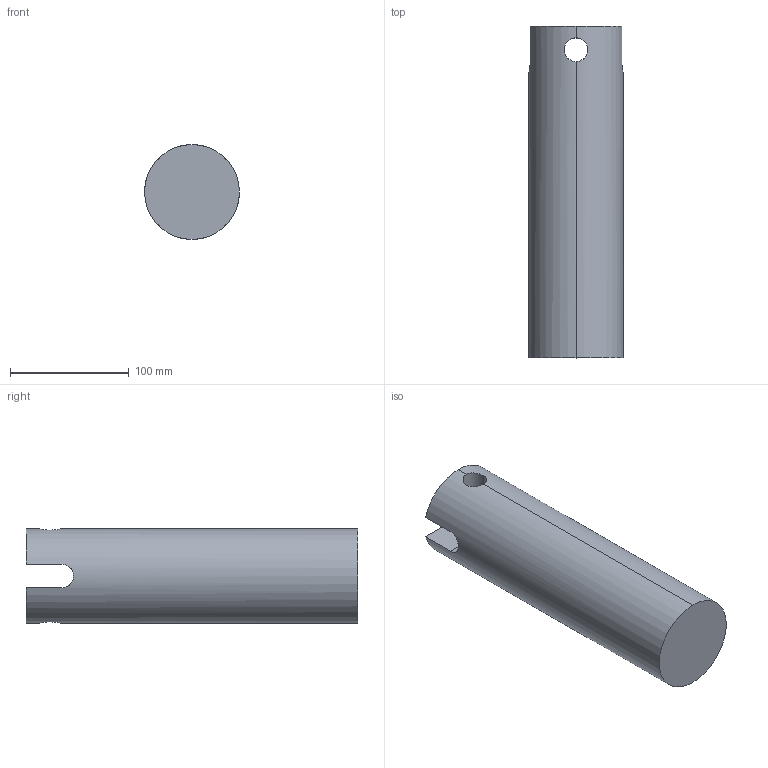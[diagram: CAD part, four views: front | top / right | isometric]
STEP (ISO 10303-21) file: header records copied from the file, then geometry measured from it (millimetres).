
FILE_DESCRIPTION (( 'STEP AP203' ), '1' );
FILE_NAME ('link one_Default_sldprt.STEP', '2023-01-24T23:38:17', ( '' ), ( '' ), 'SwSTEP 2.0', 'SolidWorks 2022', '' );
FILE_SCHEMA (( 'CONFIG_CONTROL_DESIGN' ));
Length unit declared in the file: centimetre
Products named in the file (1): link one_Default_sldprt
Bounding box: 80 x 280 x 80 mm (x, y, z)
Volume: 1328819.2 mm3; surface area: 86861.9 mm2
Topology: 1 solids, 1 shells, 12 faces, 40 edges, 26 vertices
Faces by surface type: cylinder 7, plane 5
Entity records: 797 total; most frequent: CARTESIAN_POINT 371, ORIENTED_EDGE 80, DIRECTION 68, EDGE_CURVE 40, VERTEX_POINT 26, AXIS2_PLACEMENT_3D 25, VECTOR 18, LINE 18
